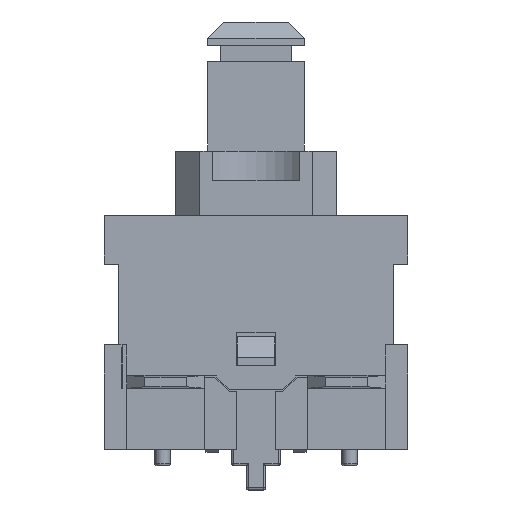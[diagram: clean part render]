
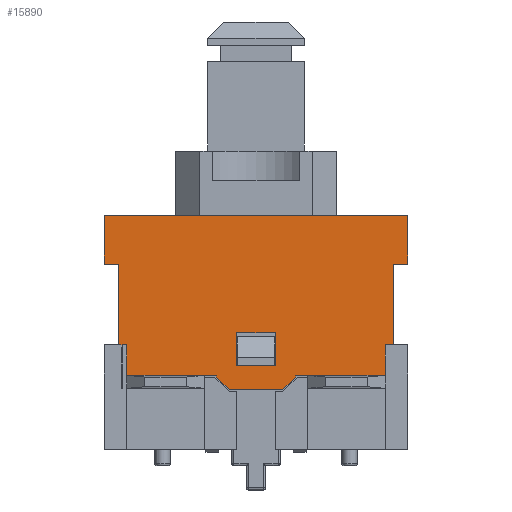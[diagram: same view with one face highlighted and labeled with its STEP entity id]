
A CAD part, left-side view. The second image highlights one B-rep face of the part: STEP entity #15890.
In plain terms, the highlighted planar face has unit normal (-1, 0, 0).
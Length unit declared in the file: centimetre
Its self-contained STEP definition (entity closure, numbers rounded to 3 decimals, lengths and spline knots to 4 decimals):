
#187=FACE_BOUND('',#2066,.T.);
#1188=FACE_OUTER_BOUND('',#2065,.T.);
#2065=EDGE_LOOP('',(#12610,#12611,#12612,#12613,#12614,#12615,#12616,#12617,
#12618,#12619,#12620,#12621,#12622,#12623,#12624,#12625,#12626,#12627,#12628,
#12629,#12630));
#2066=EDGE_LOOP('',(#12631,#12632,#12633,#12634,#12635,#12636));
#2739=LINE('',#21573,#4640);
#2745=LINE('',#21585,#4646);
#2753=LINE('',#21603,#4654);
#2759=LINE('',#21620,#4660);
#2804=LINE('',#21721,#4705);
#2813=LINE('',#21739,#4714);
#3429=LINE('',#25782,#5330);
#3436=LINE('',#25798,#5337);
#3441=LINE('',#25806,#5342);
#3445=LINE('',#25816,#5346);
#3448=LINE('',#25821,#5349);
#3454=LINE('',#25830,#5355);
#3456=LINE('',#25835,#5357);
#3458=LINE('',#25839,#5359);
#3462=LINE('',#25847,#5363);
#3465=LINE('',#25853,#5366);
#3470=LINE('',#25862,#5371);
#3473=LINE('',#25867,#5374);
#3483=LINE('',#25886,#5384);
#3484=LINE('',#25889,#5385);
#3485=LINE('',#25891,#5386);
#3486=LINE('',#25892,#5387);
#3487=LINE('',#25894,#5388);
#3488=LINE('',#25896,#5389);
#3489=LINE('',#25898,#5390);
#3490=LINE('',#25899,#5391);
#3491=LINE('',#25900,#5392);
#4640=VECTOR('',#17758,1.);
#4646=VECTOR('',#17766,1.);
#4654=VECTOR('',#17778,1.);
#4660=VECTOR('',#17790,1.);
#4705=VECTOR('',#17863,1.);
#4714=VECTOR('',#17878,1.);
#5330=VECTOR('',#18906,1.);
#5337=VECTOR('',#18919,1.);
#5342=VECTOR('',#18928,1.);
#5346=VECTOR('',#18938,1.);
#5349=VECTOR('',#18943,1.);
#5355=VECTOR('',#18953,1.);
#5357=VECTOR('',#18957,1.);
#5359=VECTOR('',#18961,1.);
#5363=VECTOR('',#18969,1.);
#5366=VECTOR('',#18974,1.);
#5371=VECTOR('',#18983,1.);
#5374=VECTOR('',#18990,1.);
#5384=VECTOR('',#19006,1.);
#5385=VECTOR('',#19009,1.);
#5386=VECTOR('',#19010,1.);
#5387=VECTOR('',#19011,1.);
#5388=VECTOR('',#19012,1.);
#5389=VECTOR('',#19013,1.);
#5390=VECTOR('',#19014,1.);
#5391=VECTOR('',#19015,1.);
#5392=VECTOR('',#19016,1.);
#6479=VERTEX_POINT('',#21570);
#6480=VERTEX_POINT('',#21572);
#6482=VERTEX_POINT('',#21578);
#6485=VERTEX_POINT('',#21583);
#6490=VERTEX_POINT('',#21596);
#6493=VERTEX_POINT('',#21601);
#6500=VERTEX_POINT('',#21617);
#6501=VERTEX_POINT('',#21619);
#6543=VERTEX_POINT('',#21720);
#6549=VERTEX_POINT('',#21738);
#7126=VERTEX_POINT('',#25778);
#7127=VERTEX_POINT('',#25780);
#7132=VERTEX_POINT('',#25795);
#7133=VERTEX_POINT('',#25797);
#7136=VERTEX_POINT('',#25814);
#7137=VERTEX_POINT('',#25815);
#7138=VERTEX_POINT('',#25820);
#7140=VERTEX_POINT('',#25832);
#7141=VERTEX_POINT('',#25834);
#7142=VERTEX_POINT('',#25838);
#7144=VERTEX_POINT('',#25846);
#7146=VERTEX_POINT('',#25852);
#7155=VERTEX_POINT('',#25888);
#7156=VERTEX_POINT('',#25890);
#7157=VERTEX_POINT('',#25893);
#7158=VERTEX_POINT('',#25895);
#7159=VERTEX_POINT('',#25897);
#8096=EDGE_CURVE('',#6480,#6479,#2739,.T.);
#8102=EDGE_CURVE('',#6482,#6485,#2745,.T.);
#8110=EDGE_CURVE('',#6490,#6493,#2753,.T.);
#8117=EDGE_CURVE('',#6501,#6500,#2759,.T.);
#8164=EDGE_CURVE('',#6543,#6501,#2804,.T.);
#8173=EDGE_CURVE('',#6493,#6549,#2813,.T.);
#9039=EDGE_CURVE('',#7126,#7127,#3429,.T.);
#9046=EDGE_CURVE('',#7133,#7132,#3436,.T.);
#9051=EDGE_CURVE('',#6485,#7133,#3441,.T.);
#9055=EDGE_CURVE('',#7136,#7137,#3445,.T.);
#9058=EDGE_CURVE('',#7138,#7136,#3448,.T.);
#9064=EDGE_CURVE('',#7132,#6480,#3454,.T.);
#9066=EDGE_CURVE('',#7141,#7140,#3456,.T.);
#9068=EDGE_CURVE('',#7142,#7141,#3458,.T.);
#9072=EDGE_CURVE('',#6549,#7144,#3462,.T.);
#9075=EDGE_CURVE('',#7146,#6543,#3465,.T.);
#9080=EDGE_CURVE('',#7142,#7127,#3470,.T.);
#9083=EDGE_CURVE('',#7144,#7146,#3473,.T.);
#9093=EDGE_CURVE('',#7137,#7126,#3483,.T.);
#9094=EDGE_CURVE('',#7155,#6500,#3484,.T.);
#9095=EDGE_CURVE('',#7156,#7155,#3485,.T.);
#9096=EDGE_CURVE('',#7156,#7138,#3486,.T.);
#9097=EDGE_CURVE('',#7157,#7140,#3487,.T.);
#9098=EDGE_CURVE('',#7158,#7157,#3488,.T.);
#9099=EDGE_CURVE('',#7158,#7159,#3489,.T.);
#9100=EDGE_CURVE('',#6490,#7159,#3490,.T.);
#9101=EDGE_CURVE('',#6479,#6482,#3491,.T.);
#12610=ORIENTED_EDGE('',*,*,#8117,.T.);
#12611=ORIENTED_EDGE('',*,*,#9094,.F.);
#12612=ORIENTED_EDGE('',*,*,#9095,.F.);
#12613=ORIENTED_EDGE('',*,*,#9096,.T.);
#12614=ORIENTED_EDGE('',*,*,#9058,.T.);
#12615=ORIENTED_EDGE('',*,*,#9055,.T.);
#12616=ORIENTED_EDGE('',*,*,#9093,.T.);
#12617=ORIENTED_EDGE('',*,*,#9039,.T.);
#12618=ORIENTED_EDGE('',*,*,#9080,.F.);
#12619=ORIENTED_EDGE('',*,*,#9068,.T.);
#12620=ORIENTED_EDGE('',*,*,#9066,.T.);
#12621=ORIENTED_EDGE('',*,*,#9097,.F.);
#12622=ORIENTED_EDGE('',*,*,#9098,.F.);
#12623=ORIENTED_EDGE('',*,*,#9099,.T.);
#12624=ORIENTED_EDGE('',*,*,#9100,.F.);
#12625=ORIENTED_EDGE('',*,*,#8110,.T.);
#12626=ORIENTED_EDGE('',*,*,#8173,.T.);
#12627=ORIENTED_EDGE('',*,*,#9072,.T.);
#12628=ORIENTED_EDGE('',*,*,#9083,.T.);
#12629=ORIENTED_EDGE('',*,*,#9075,.T.);
#12630=ORIENTED_EDGE('',*,*,#8164,.T.);
#12631=ORIENTED_EDGE('',*,*,#9051,.T.);
#12632=ORIENTED_EDGE('',*,*,#9046,.T.);
#12633=ORIENTED_EDGE('',*,*,#9064,.T.);
#12634=ORIENTED_EDGE('',*,*,#8096,.T.);
#12635=ORIENTED_EDGE('',*,*,#9101,.T.);
#12636=ORIENTED_EDGE('',*,*,#8102,.T.);
#15127=PLANE('',#16680);
#15890=ADVANCED_FACE('',(#1188,#187),#15127,.T.);
#16680=AXIS2_PLACEMENT_3D('',#25887,#19007,#19008);
#17758=DIRECTION('',(0.,1.,0.));
#17766=DIRECTION('',(0.,1.,0.));
#17778=DIRECTION('',(0.,-1.,0.));
#17790=DIRECTION('',(0.,-1.,0.));
#17863=DIRECTION('',(0.,0.,1.));
#17878=DIRECTION('',(0.,0.,-1.));
#18906=DIRECTION('',(0.,1.,0.));
#18919=DIRECTION('',(0.,-1.,0.));
#18928=DIRECTION('',(0.,0.,1.));
#18938=DIRECTION('',(0.,-1.,0.));
#18943=DIRECTION('',(0.,0.,1.));
#18953=DIRECTION('',(0.,0.,-1.));
#18957=DIRECTION('',(0.,0.,-1.));
#18961=DIRECTION('',(0.,-1.,0.));
#18969=DIRECTION('',(0.,-0.707,-0.707));
#18974=DIRECTION('',(0.,-0.707,0.707));
#18983=DIRECTION('',(0.,0.,1.));
#18990=DIRECTION('',(0.,-1.,0.));
#19006=DIRECTION('',(0.,0.,1.));
#19007=DIRECTION('center_axis',(-1.,0.,0.));
#19008=DIRECTION('ref_axis',(0.,0.,-1.));
#19009=DIRECTION('',(0.,1.,0.));
#19010=DIRECTION('',(0.,0.,-1.));
#19011=DIRECTION('',(0.,-1.,0.));
#19012=DIRECTION('',(0.,1.,0.));
#19013=DIRECTION('',(0.,1.,0.));
#19014=DIRECTION('',(0.,0.,-1.));
#19015=DIRECTION('',(0.,1.,0.));
#19016=DIRECTION('',(0.,1.,0.));
#21570=CARTESIAN_POINT('',(-0.64,-0.115,0.52));
#21572=CARTESIAN_POINT('',(-0.64,-0.12,0.52));
#21573=CARTESIAN_POINT('',(-0.64,-0.41,0.52));
#21578=CARTESIAN_POINT('',(-0.64,0.115,0.52));
#21583=CARTESIAN_POINT('',(-0.64,0.12,0.52));
#21585=CARTESIAN_POINT('',(-0.64,-0.41,0.52));
#21596=CARTESIAN_POINT('',(-0.64,0.32,0.46));
#21601=CARTESIAN_POINT('',(-0.64,0.245,0.46));
#21603=CARTESIAN_POINT('',(-0.64,-0.3475,0.46));
#21617=CARTESIAN_POINT('',(-0.64,-0.32,0.46));
#21619=CARTESIAN_POINT('',(-0.64,-0.245,0.46));
#21620=CARTESIAN_POINT('',(-0.64,-0.87,0.46));
#21720=CARTESIAN_POINT('',(-0.64,-0.245,0.45));
#21721=CARTESIAN_POINT('',(-0.64,-0.245,0.455));
#21738=CARTESIAN_POINT('',(-0.64,0.245,0.45));
#21739=CARTESIAN_POINT('',(-0.64,0.245,0.45));
#25778=CARTESIAN_POINT('',(-0.64,-0.94,1.45));
#25780=CARTESIAN_POINT('',(-0.64,0.94,1.45));
#25782=CARTESIAN_POINT('',(-0.64,0.94,1.45));
#25795=CARTESIAN_POINT('',(-0.64,-0.12,0.725));
#25797=CARTESIAN_POINT('',(-0.64,0.12,0.725));
#25798=CARTESIAN_POINT('',(-0.64,-0.53,0.725));
#25806=CARTESIAN_POINT('',(-0.64,0.12,0.5875));
#25814=CARTESIAN_POINT('',(-0.64,-0.85,1.15));
#25815=CARTESIAN_POINT('',(-0.64,-0.94,1.15));
#25816=CARTESIAN_POINT('',(-0.64,-0.94,1.15));
#25820=CARTESIAN_POINT('',(-0.64,-0.85,0.65));
#25821=CARTESIAN_POINT('',(-0.64,-0.85,0.8));
#25830=CARTESIAN_POINT('',(-0.64,-0.12,0.485));
#25832=CARTESIAN_POINT('',(-0.64,0.85,0.65));
#25834=CARTESIAN_POINT('',(-0.64,0.85,1.15));
#25835=CARTESIAN_POINT('',(-0.64,0.85,0.55));
#25838=CARTESIAN_POINT('',(-0.64,0.94,1.15));
#25839=CARTESIAN_POINT('',(-0.64,-0.045,1.15));
#25846=CARTESIAN_POINT('',(-0.64,0.165,0.37));
#25847=CARTESIAN_POINT('',(-0.64,-0.0913,0.1138));
#25852=CARTESIAN_POINT('',(-0.64,-0.165,0.37));
#25853=CARTESIAN_POINT('',(-0.64,-0.4188,0.6238));
#25862=CARTESIAN_POINT('',(-0.64,0.94,0.45));
#25867=CARTESIAN_POINT('',(-0.64,-0.245,0.37));
#25886=CARTESIAN_POINT('',(-0.64,-0.94,0.45));
#25887=CARTESIAN_POINT('Origin',(-0.64,-0.94,0.45));
#25888=CARTESIAN_POINT('',(-0.64,-0.8,0.46));
#25889=CARTESIAN_POINT('',(-0.64,-0.75,0.46));
#25890=CARTESIAN_POINT('',(-0.64,-0.8,0.65));
#25891=CARTESIAN_POINT('',(-0.64,-0.8,0.65));
#25892=CARTESIAN_POINT('',(-0.64,-0.8,0.65));
#25893=CARTESIAN_POINT('',(-0.64,0.83,0.65));
#25894=CARTESIAN_POINT('',(-0.64,-0.94,0.65));
#25895=CARTESIAN_POINT('',(-0.64,0.8,0.65));
#25896=CARTESIAN_POINT('',(-0.64,0.8,0.65));
#25897=CARTESIAN_POINT('',(-0.64,0.8,0.46));
#25898=CARTESIAN_POINT('',(-0.64,0.8,0.65));
#25899=CARTESIAN_POINT('',(-0.64,-0.19,0.46));
#25900=CARTESIAN_POINT('',(-0.64,0.,0.52));
